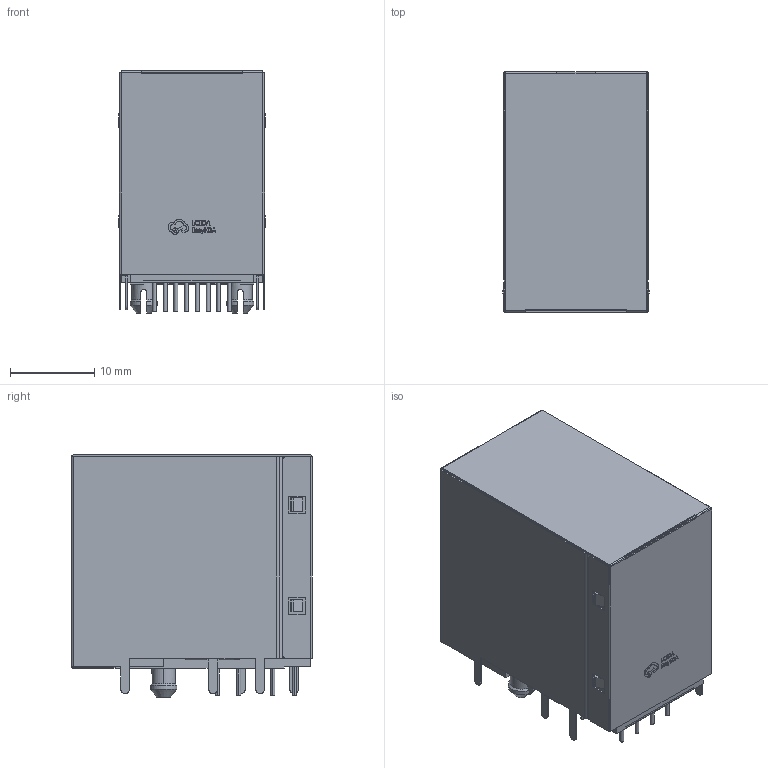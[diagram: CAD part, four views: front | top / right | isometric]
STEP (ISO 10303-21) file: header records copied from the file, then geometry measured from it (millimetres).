
FILE_DESCRIPTION((''),'2;1');
FILE_NAME('RJ45-TH_R-RJ45R08P-2007','2022-12-01T11:35:01',('win'),(''),'CREO PARAMETRIC BY PTC INC, 2020033','CREO PARAMETRIC BY PTC INC, 2020033','');
FILE_SCHEMA(('AUTOMOTIVE_DESIGN { 1 0 10303 214 1 1 1 1 }'));
Length unit declared in the file: millimetre
Products named in the file (1): RJ45-TH_R-RJ45R08P-2007
Bounding box: 17.4 x 28.51 x 28.7 mm (x, y, z)
Volume: 9618.9 mm3; surface area: 10269.4 mm2
Topology: 2 solids, 2 shells, 1066 faces, 2956 edges, 1938 vertices
Faces by surface type: plane 667, cylinder 290, extrusion 73, torus 28, cone 8
Entity records: 41220 total; most frequent: CARTESIAN_POINT 7018, ORIENTED_EDGE 5912, DIRECTION 5466, EDGE_CURVE 2956, VECTOR 2246, LINE 2173, VERTEX_POINT 1938, AXIS2_PLACEMENT_3D 1610
